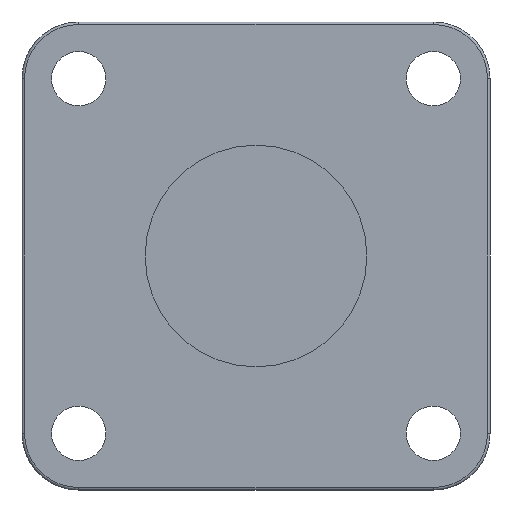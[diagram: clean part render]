
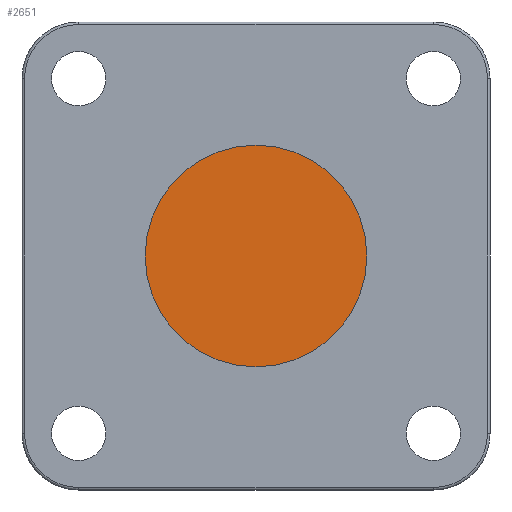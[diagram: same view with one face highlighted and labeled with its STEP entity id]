
A CAD part, front view. The second image highlights one B-rep face of the part: STEP entity #2651.
In plain terms, the highlighted planar face has unit normal (0, -1, 0).
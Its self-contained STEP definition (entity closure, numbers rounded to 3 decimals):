
#83 = ORIENTED_EDGE ( 'NONE', *, *, #3449, .T. ) ;
#108 = DIRECTION ( 'NONE',  ( 0., -1., 0. ) ) ;
#342 = DIRECTION ( 'NONE',  ( 0., 0., -1. ) ) ;
#527 = PLANE ( 'NONE',  #2443 ) ;
#645 = CARTESIAN_POINT ( 'NONE',  ( 0., 5., 0. ) ) ;
#648 = EDGE_CURVE ( 'NONE', #2086, #3328, #2259, .T. ) ;
#663 = FACE_OUTER_BOUND ( 'NONE', #2283, .T. ) ;
#719 = CIRCLE ( 'NONE', #3856, 22.5 ) ;
#1146 = CARTESIAN_POINT ( 'NONE',  ( 0., 5., 0. ) ) ;
#1231 = DIRECTION ( 'NONE',  ( 0., -1., 0. ) ) ;
#1919 = CARTESIAN_POINT ( 'NONE',  ( 0., 5., 0. ) ) ;
#2086 = VERTEX_POINT ( 'NONE', #2537 ) ;
#2231 = DIRECTION ( 'NONE',  ( 0., 0., -1. ) ) ;
#2259 = CIRCLE ( 'NONE', #3224, 22.5 ) ;
#2283 = EDGE_LOOP ( 'NONE', ( #2951, #83 ) ) ;
#2443 = AXIS2_PLACEMENT_3D ( 'NONE', #1146, #2650, #3256 ) ;
#2537 = CARTESIAN_POINT ( 'NONE',  ( 0., 5., -22.5 ) ) ;
#2650 = DIRECTION ( 'NONE',  ( 0., -1., 0. ) ) ;
#2651 = ADVANCED_FACE ( 'NONE', ( #663 ), #527, .T. ) ;
#2824 = CARTESIAN_POINT ( 'NONE',  ( 0., 5., 22.5 ) ) ;
#2951 = ORIENTED_EDGE ( 'NONE', *, *, #648, .T. ) ;
#3224 = AXIS2_PLACEMENT_3D ( 'NONE', #645, #1231, #342 ) ;
#3256 = DIRECTION ( 'NONE',  ( 0., 0., -1. ) ) ;
#3328 = VERTEX_POINT ( 'NONE', #2824 ) ;
#3449 = EDGE_CURVE ( 'NONE', #3328, #2086, #719, .T. ) ;
#3856 = AXIS2_PLACEMENT_3D ( 'NONE', #1919, #108, #2231 ) ;
